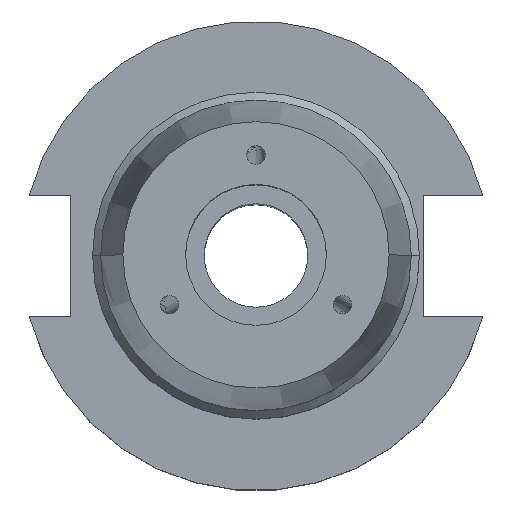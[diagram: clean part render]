
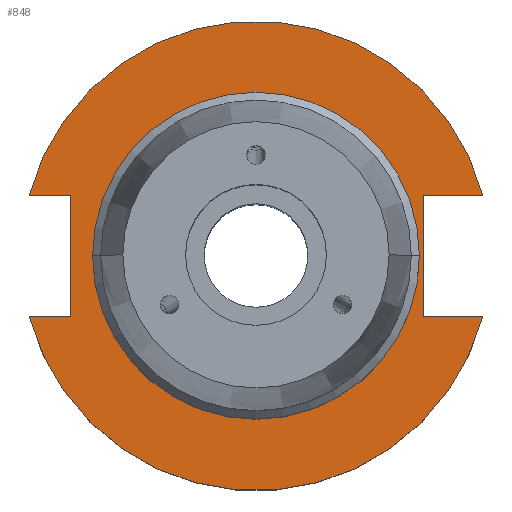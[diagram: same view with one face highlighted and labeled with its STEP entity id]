
A CAD part, top view. The second image highlights one B-rep face of the part: STEP entity #848.
In plain terms, the highlighted planar face has unit normal (0, 0, 1).
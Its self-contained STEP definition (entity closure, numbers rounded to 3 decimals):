
#10 = EDGE_CURVE ( 'NONE', #378, #1259, #389, .T. ) ;
#27 = EDGE_CURVE ( 'NONE', #1259, #1137, #886, .T. ) ;
#28 = CIRCLE ( 'NONE', #1631, 22.1 ) ;
#29 = DIRECTION ( 'NONE',  ( 0., 1., 0. ) ) ;
#33 = CARTESIAN_POINT ( 'NONE',  ( 22.606, 22.1, 19.05 ) ) ;
#51 = VECTOR ( 'NONE', #617, 1000. ) ;
#64 = AXIS2_PLACEMENT_3D ( 'NONE', #1318, #1756, #1309 ) ;
#124 = CARTESIAN_POINT ( 'NONE',  ( -25.091, 8.191, 19.05 ) ) ;
#127 = EDGE_CURVE ( 'NONE', #1689, #2281, #2240, .T. ) ;
#147 = DIRECTION ( 'NONE',  ( 1., 0., 0. ) ) ;
#227 = DIRECTION ( 'NONE',  ( -1., 0., 0. ) ) ;
#258 = DIRECTION ( 'NONE',  ( 0., 0., -1. ) ) ;
#263 = LINE ( 'NONE', #311, #1669 ) ;
#311 = CARTESIAN_POINT ( 'NONE',  ( 0., -8.191, 19.05 ) ) ;
#337 = EDGE_CURVE ( 'NONE', #2104, #926, #749, .T. ) ;
#377 = VECTOR ( 'NONE', #1076, 1000. ) ;
#378 = VERTEX_POINT ( 'NONE', #1904 ) ;
#389 = CIRCLE ( 'NONE', #64, 31.75 ) ;
#402 = CARTESIAN_POINT ( 'NONE',  ( -61.091, 8.191, 19.05 ) ) ;
#520 = EDGE_CURVE ( 'NONE', #2281, #1689, #28, .T. ) ;
#607 = CARTESIAN_POINT ( 'NONE',  ( 30.675, -8.191, 19.05 ) ) ;
#617 = DIRECTION ( 'NONE',  ( -1., 0., 0. ) ) ;
#618 = EDGE_CURVE ( 'NONE', #875, #1688, #1772, .T. ) ;
#726 = CARTESIAN_POINT ( 'NONE',  ( 0., 8.191, 19.05 ) ) ;
#749 = LINE ( 'NONE', #33, #1180 ) ;
#792 = CARTESIAN_POINT ( 'NONE',  ( 0., 22.1, 19.05 ) ) ;
#843 = VECTOR ( 'NONE', #2250, 1000. ) ;
#848 = ADVANCED_FACE ( 'NONE', ( #879, #1292 ), #851, .F. ) ;
#851 = PLANE ( 'NONE',  #1906 ) ;
#859 = ORIENTED_EDGE ( 'NONE', *, *, #1301, .F. ) ;
#871 = LINE ( 'NONE', #124, #377 ) ;
#875 = VERTEX_POINT ( 'NONE', #1299 ) ;
#878 = CARTESIAN_POINT ( 'NONE',  ( 22.606, -8.191, 19.05 ) ) ;
#879 = FACE_BOUND ( 'NONE', #1195, .T. ) ;
#886 = LINE ( 'NONE', #402, #1809 ) ;
#910 = CARTESIAN_POINT ( 'NONE',  ( -30.675, 8.191, 19.05 ) ) ;
#913 = DIRECTION ( 'NONE',  ( 1., 0., 0. ) ) ;
#926 = VERTEX_POINT ( 'NONE', #1662 ) ;
#1001 = CARTESIAN_POINT ( 'NONE',  ( -22.1, 0., 19.05 ) ) ;
#1007 = ORIENTED_EDGE ( 'NONE', *, *, #520, .F. ) ;
#1076 = DIRECTION ( 'NONE',  ( 0., -1., 0. ) ) ;
#1130 = CARTESIAN_POINT ( 'NONE',  ( 0., 0., 19.05 ) ) ;
#1137 = VERTEX_POINT ( 'NONE', #2008 ) ;
#1143 = ORIENTED_EDGE ( 'NONE', *, *, #2199, .T. ) ;
#1154 = DIRECTION ( 'NONE',  ( 0., 0., 1. ) ) ;
#1180 = VECTOR ( 'NONE', #29, 1000. ) ;
#1195 = EDGE_LOOP ( 'NONE', ( #1452, #1007 ) ) ;
#1259 = VERTEX_POINT ( 'NONE', #910 ) ;
#1284 = ORIENTED_EDGE ( 'NONE', *, *, #2015, .T. ) ;
#1292 = FACE_OUTER_BOUND ( 'NONE', #1326, .T. ) ;
#1299 = CARTESIAN_POINT ( 'NONE',  ( -30.675, -8.191, 19.05 ) ) ;
#1301 = EDGE_CURVE ( 'NONE', #378, #926, #1462, .T. ) ;
#1309 = DIRECTION ( 'NONE',  ( 1., 0., 0. ) ) ;
#1318 = CARTESIAN_POINT ( 'NONE',  ( 0., 0., 19.05 ) ) ;
#1326 = EDGE_LOOP ( 'NONE', ( #1284, #1940, #1143, #1910, #1903, #859, #1585, #1818 ) ) ;
#1335 = AXIS2_PLACEMENT_3D ( 'NONE', #2144, #2327, #913 ) ;
#1452 = ORIENTED_EDGE ( 'NONE', *, *, #127, .F. ) ;
#1462 = LINE ( 'NONE', #726, #51 ) ;
#1471 = EDGE_CURVE ( 'NONE', #2104, #2042, #263, .T. ) ;
#1480 = CIRCLE ( 'NONE', #1335, 31.75 ) ;
#1494 = DIRECTION ( 'NONE',  ( 1., 0., 0. ) ) ;
#1585 = ORIENTED_EDGE ( 'NONE', *, *, #10, .T. ) ;
#1631 = AXIS2_PLACEMENT_3D ( 'NONE', #2102, #2084, #1693 ) ;
#1662 = CARTESIAN_POINT ( 'NONE',  ( 22.606, 8.191, 19.05 ) ) ;
#1669 = VECTOR ( 'NONE', #147, 1000. ) ;
#1688 = VERTEX_POINT ( 'NONE', #1991 ) ;
#1689 = VERTEX_POINT ( 'NONE', #2129 ) ;
#1693 = DIRECTION ( 'NONE',  ( 1., 0., 0. ) ) ;
#1756 = DIRECTION ( 'NONE',  ( 0., 0., 1. ) ) ;
#1772 = LINE ( 'NONE', #2276, #843 ) ;
#1809 = VECTOR ( 'NONE', #2052, 1000. ) ;
#1818 = ORIENTED_EDGE ( 'NONE', *, *, #27, .T. ) ;
#1903 = ORIENTED_EDGE ( 'NONE', *, *, #337, .T. ) ;
#1904 = CARTESIAN_POINT ( 'NONE',  ( 30.675, 8.191, 19.05 ) ) ;
#1906 = AXIS2_PLACEMENT_3D ( 'NONE', #792, #258, #227 ) ;
#1910 = ORIENTED_EDGE ( 'NONE', *, *, #1471, .F. ) ;
#1940 = ORIENTED_EDGE ( 'NONE', *, *, #618, .F. ) ;
#1943 = AXIS2_PLACEMENT_3D ( 'NONE', #1130, #1154, #1494 ) ;
#1991 = CARTESIAN_POINT ( 'NONE',  ( -25.091, -8.191, 19.05 ) ) ;
#2008 = CARTESIAN_POINT ( 'NONE',  ( -25.091, 8.191, 19.05 ) ) ;
#2015 = EDGE_CURVE ( 'NONE', #1137, #1688, #871, .T. ) ;
#2042 = VERTEX_POINT ( 'NONE', #607 ) ;
#2052 = DIRECTION ( 'NONE',  ( 1., 0., 0. ) ) ;
#2084 = DIRECTION ( 'NONE',  ( 0., 0., 1. ) ) ;
#2102 = CARTESIAN_POINT ( 'NONE',  ( 0., 0., 19.05 ) ) ;
#2104 = VERTEX_POINT ( 'NONE', #878 ) ;
#2129 = CARTESIAN_POINT ( 'NONE',  ( 22.1, 0., 19.05 ) ) ;
#2144 = CARTESIAN_POINT ( 'NONE',  ( 0., 0., 19.05 ) ) ;
#2199 = EDGE_CURVE ( 'NONE', #875, #2042, #1480, .T. ) ;
#2240 = CIRCLE ( 'NONE', #1943, 22.1 ) ;
#2250 = DIRECTION ( 'NONE',  ( 1., 0., 0. ) ) ;
#2276 = CARTESIAN_POINT ( 'NONE',  ( -61.091, -8.191, 19.05 ) ) ;
#2281 = VERTEX_POINT ( 'NONE', #1001 ) ;
#2327 = DIRECTION ( 'NONE',  ( 0., 0., 1. ) ) ;
